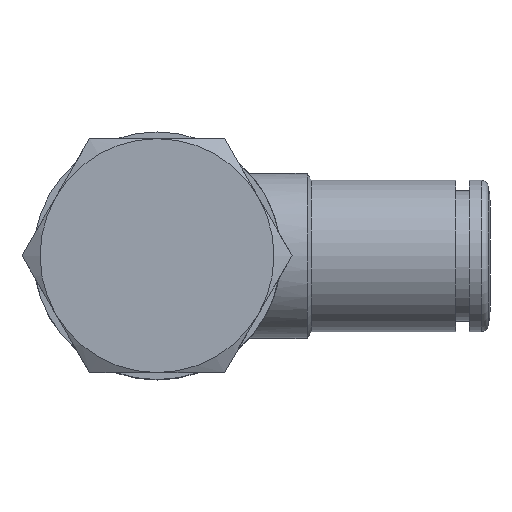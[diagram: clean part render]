
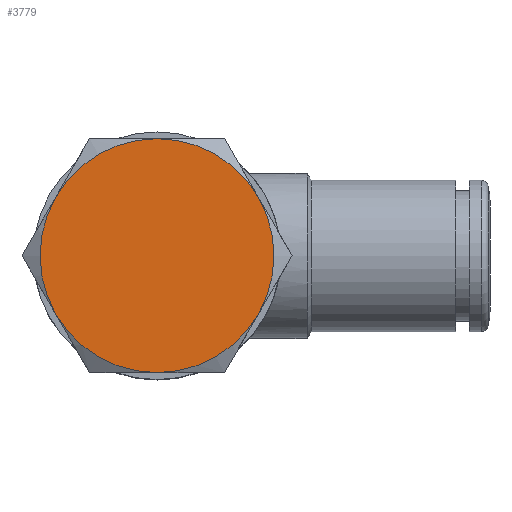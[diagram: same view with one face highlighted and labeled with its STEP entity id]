
A CAD part, top view. The second image highlights one B-rep face of the part: STEP entity #3779.
In plain terms, the highlighted face is planar.
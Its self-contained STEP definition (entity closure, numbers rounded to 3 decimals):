
#1124=ORIENTED_EDGE('',*,*,#1411,.F.);
#1125=ORIENTED_EDGE('',*,*,#1412,.F.);
#1126=ORIENTED_EDGE('',*,*,#1413,.F.);
#1127=ORIENTED_EDGE('',*,*,#1414,.F.);
#1128=ORIENTED_EDGE('',*,*,#1415,.F.);
#1129=ORIENTED_EDGE('',*,*,#1410,.F.);
#1267=CIRCLE('',#3635,8.5);
#1268=CIRCLE('',#3637,8.5);
#1269=CIRCLE('',#3638,8.5);
#1270=CIRCLE('',#3639,8.5);
#1271=CIRCLE('',#3640,8.5);
#1272=CIRCLE('',#3641,8.5);
#1329=VERTEX_POINT('',#2102);
#1330=VERTEX_POINT('',#2106);
#1333=VERTEX_POINT('',#2116);
#1334=VERTEX_POINT('',#2118);
#1335=VERTEX_POINT('',#2120);
#1336=VERTEX_POINT('',#2122);
#1410=EDGE_CURVE('',#1329,#1330,#1267,.T.);
#1411=EDGE_CURVE('',#1333,#1329,#1268,.T.);
#1412=EDGE_CURVE('',#1334,#1333,#1269,.T.);
#1413=EDGE_CURVE('',#1335,#1334,#1270,.T.);
#1414=EDGE_CURVE('',#1336,#1335,#1271,.T.);
#1415=EDGE_CURVE('',#1330,#1336,#1272,.T.);
#1504=EDGE_LOOP('',(#1124,#1125,#1126,#1127,#1128,#1129));
#1620=FACE_BOUND('',#1504,.T.);
#1817=DIRECTION('',(0.,-1.,0.));
#1818=DIRECTION('',(0.,0.,8.5));
#1819=DIRECTION('',(0.,1.,0.));
#1820=DIRECTION('',(1.,0.,0.));
#1821=DIRECTION('',(0.,-1.,0.));
#1822=DIRECTION('',(0.,0.,8.5));
#1823=DIRECTION('',(0.,-1.,0.));
#1824=DIRECTION('',(0.,0.,8.5));
#1825=DIRECTION('',(0.,-1.,0.));
#1826=DIRECTION('',(0.,0.,8.5));
#1827=DIRECTION('',(0.,-1.,0.));
#1828=DIRECTION('',(0.,0.,8.5));
#1829=DIRECTION('',(0.,-1.,0.));
#1830=DIRECTION('',(0.,0.,8.5));
#2102=CARTESIAN_POINT('',(89.739,128.989,8.5));
#2106=CARTESIAN_POINT('',(82.378,128.989,4.25));
#2114=CARTESIAN_POINT('',(89.739,128.989,0.));
#2115=CARTESIAN_POINT('',(98.239,128.989,0.));
#2116=CARTESIAN_POINT('',(97.1,128.989,4.25));
#2117=CARTESIAN_POINT('',(89.739,128.989,0.));
#2118=CARTESIAN_POINT('',(97.1,128.989,-4.25));
#2119=CARTESIAN_POINT('',(89.739,128.989,0.));
#2120=CARTESIAN_POINT('',(89.739,128.989,-8.5));
#2121=CARTESIAN_POINT('',(89.739,128.989,0.));
#2122=CARTESIAN_POINT('',(82.378,128.989,-4.25));
#2123=CARTESIAN_POINT('',(89.739,128.989,0.));
#2124=CARTESIAN_POINT('',(89.739,128.989,0.));
#3635=AXIS2_PLACEMENT_3D('',#2114,#1817,#1818);
#3636=AXIS2_PLACEMENT_3D('',#2115,#1819,#1820);
#3637=AXIS2_PLACEMENT_3D('',#2117,#1821,#1822);
#3638=AXIS2_PLACEMENT_3D('',#2119,#1823,#1824);
#3639=AXIS2_PLACEMENT_3D('',#2121,#1825,#1826);
#3640=AXIS2_PLACEMENT_3D('',#2123,#1827,#1828);
#3641=AXIS2_PLACEMENT_3D('',#2124,#1829,#1830);
#3744=PLANE('',#3636);
#3779=ADVANCED_FACE('',(#1620),#3744,.T.);
